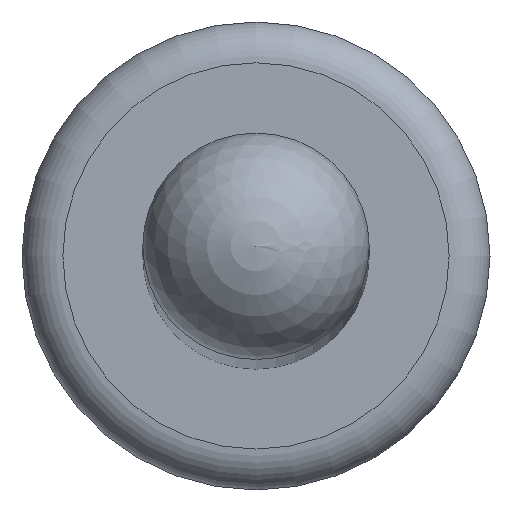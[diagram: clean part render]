
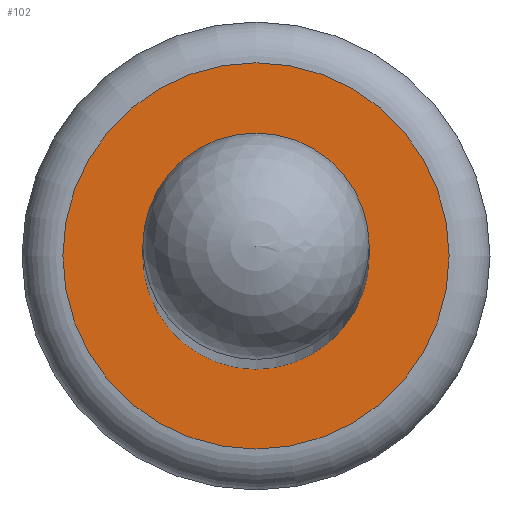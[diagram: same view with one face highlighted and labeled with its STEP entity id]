
A CAD part, top view. The second image highlights one B-rep face of the part: STEP entity #102.
In plain terms, the highlighted planar face has unit normal (0, 0, 1).
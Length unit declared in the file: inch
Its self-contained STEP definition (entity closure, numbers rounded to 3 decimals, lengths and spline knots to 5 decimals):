
#102=ADVANCED_FACE('',(#113,#114),#110,.T.);
#110=PLANE('',#177);
#113=FACE_BOUND('',#125,.T.);
#114=FACE_BOUND('',#126,.T.);
#125=EDGE_LOOP('',(#139));
#126=EDGE_LOOP('',(#140));
#139=ORIENTED_EDGE('',*,*,#160,.T.);
#140=ORIENTED_EDGE('',*,*,#161,.F.);
#153=VERTEX_POINT('',#224);
#154=VERTEX_POINT('',#226);
#160=EDGE_CURVE('',#153,#153,#167,.T.);
#161=EDGE_CURVE('',#154,#154,#168,.T.);
#167=CIRCLE('',#175,0.10235);
#168=CIRCLE('',#176,0.06);
#175=AXIS2_PLACEMENT_3D('',#223,#192,#193);
#176=AXIS2_PLACEMENT_3D('',#225,#194,#195);
#177=AXIS2_PLACEMENT_3D('',#227,#196,#197);
#192=DIRECTION('',(0.,0.,1.));
#193=DIRECTION('',(1.,0.,0.));
#194=DIRECTION('',(0.,0.,1.));
#195=DIRECTION('',(1.,0.,0.));
#196=DIRECTION('',(0.,0.,1.));
#197=DIRECTION('',(1.,0.,0.));
#223=CARTESIAN_POINT('',(0.,0.,0.0433));
#224=CARTESIAN_POINT('',(0.10235,0.,0.0433));
#225=CARTESIAN_POINT('',(0.,0.,0.0433));
#226=CARTESIAN_POINT('',(0.06,0.,0.0433));
#227=CARTESIAN_POINT('',(0.,0.,0.0433));
